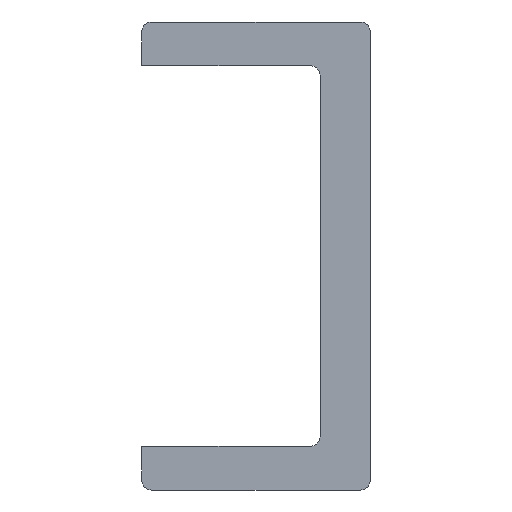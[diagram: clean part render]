
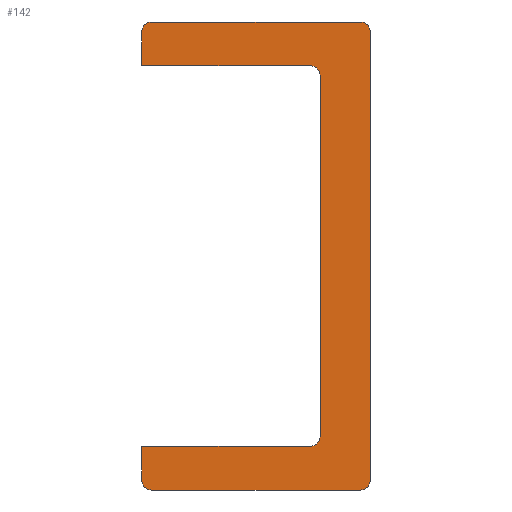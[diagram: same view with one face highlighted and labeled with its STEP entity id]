
A CAD part, front view. The second image highlights one B-rep face of the part: STEP entity #142.
In plain terms, the highlighted planar face has unit normal (0, -1, 0).
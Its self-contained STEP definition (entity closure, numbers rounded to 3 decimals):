
#142 = ADVANCED_FACE( '', ( #318 ), #319, .F. );
#318 = FACE_OUTER_BOUND( '', #485, .T. );
#319 = PLANE( '', #486 );
#485 = EDGE_LOOP( '', ( #779, #780, #781, #782, #783, #784, #785, #786, #787, #788, #789, #790, #791, #792 ) );
#486 = AXIS2_PLACEMENT_3D( '', #793, #794, #795 );
#779 = ORIENTED_EDGE( '', *, *, #847, .F. );
#780 = ORIENTED_EDGE( '', *, *, #805, .T. );
#781 = ORIENTED_EDGE( '', *, *, #894, .F. );
#782 = ORIENTED_EDGE( '', *, *, #867, .T. );
#783 = ORIENTED_EDGE( '', *, *, #827, .F. );
#784 = ORIENTED_EDGE( '', *, *, #897, .F. );
#785 = ORIENTED_EDGE( '', *, *, #876, .F. );
#786 = ORIENTED_EDGE( '', *, *, #887, .F. );
#787 = ORIENTED_EDGE( '', *, *, #862, .F. );
#788 = ORIENTED_EDGE( '', *, *, #816, .F. );
#789 = ORIENTED_EDGE( '', *, *, #834, .F. );
#790 = ORIENTED_EDGE( '', *, *, #838, .T. );
#791 = ORIENTED_EDGE( '', *, *, #892, .F. );
#792 = ORIENTED_EDGE( '', *, *, #813, .T. );
#793 = CARTESIAN_POINT( '', ( -10.5, 0., 21.5 ) );
#794 = DIRECTION( '', ( 0., 1., 0. ) );
#795 = DIRECTION( '', ( 0., 0., 1. ) );
#805 = EDGE_CURVE( '', #926, #924, #927, .F. );
#813 = EDGE_CURVE( '', #940, #938, #941, .F. );
#816 = EDGE_CURVE( '', #944, #945, #946, .T. );
#827 = EDGE_CURVE( '', #963, #964, #965, .T. );
#834 = EDGE_CURVE( '', #974, #944, #976, .T. );
#838 = EDGE_CURVE( '', #974, #980, #982, .F. );
#847 = EDGE_CURVE( '', #926, #938, #997, .T. );
#862 = EDGE_CURVE( '', #945, #1019, #1020, .T. );
#867 = EDGE_CURVE( '', #1027, #964, #1028, .F. );
#876 = EDGE_CURVE( '', #1040, #1041, #1042, .T. );
#887 = EDGE_CURVE( '', #1019, #1040, #1059, .T. );
#892 = EDGE_CURVE( '', #940, #980, #1064, .T. );
#894 = EDGE_CURVE( '', #1027, #924, #1066, .T. );
#897 = EDGE_CURVE( '', #1041, #963, #1069, .T. );
#924 = VERTEX_POINT( '', #1098 );
#926 = VERTEX_POINT( '', #1101 );
#927 = CIRCLE( '', #1102, 0.9 );
#938 = VERTEX_POINT( '', #1114 );
#940 = VERTEX_POINT( '', #1117 );
#941 = CIRCLE( '', #1118, 0.9 );
#944 = VERTEX_POINT( '', #1122 );
#945 = VERTEX_POINT( '', #1123 );
#946 = LINE( '', #1124, #1125 );
#963 = VERTEX_POINT( '', #1145 );
#964 = VERTEX_POINT( '', #1146 );
#965 = LINE( '', #1147, #1148 );
#974 = VERTEX_POINT( '', #1161 );
#976 = LINE( '', #1164, #1165 );
#980 = VERTEX_POINT( '', #1169 );
#982 = CIRCLE( '', #1172, 0.9 );
#997 = LINE( '', #1188, #1189 );
#1019 = VERTEX_POINT( '', #1211 );
#1020 = CIRCLE( '', #1212, 1. );
#1027 = VERTEX_POINT( '', #1220 );
#1028 = CIRCLE( '', #1221, 0.9 );
#1040 = VERTEX_POINT( '', #1234 );
#1041 = VERTEX_POINT( '', #1235 );
#1042 = CIRCLE( '', #1236, 1. );
#1059 = LINE( '', #1255, #1256 );
#1064 = LINE( '', #1263, #1264 );
#1066 = LINE( '', #1266, #1267 );
#1069 = LINE( '', #1271, #1272 );
#1098 = CARTESIAN_POINT( '', ( 9.6, 0., 21.5 ) );
#1101 = CARTESIAN_POINT( '', ( 10.5, 0., 20.6 ) );
#1102 = AXIS2_PLACEMENT_3D( '', #1304, #1305, #1306 );
#1114 = CARTESIAN_POINT( '', ( 10.5, 0., -20.6 ) );
#1117 = CARTESIAN_POINT( '', ( 9.6, 0., -21.5 ) );
#1118 = AXIS2_PLACEMENT_3D( '', #1318, #1319, #1320 );
#1122 = CARTESIAN_POINT( '', ( -10.5, 0., -17.5 ) );
#1123 = CARTESIAN_POINT( '', ( 4.9, 0., -17.5 ) );
#1124 = CARTESIAN_POINT( '', ( 4.9, 0., -17.5 ) );
#1125 = VECTOR( '', #1322, 1000. );
#1145 = CARTESIAN_POINT( '', ( -10.5, 0., 17.5 ) );
#1146 = CARTESIAN_POINT( '', ( -10.5, 0., 20.6 ) );
#1147 = CARTESIAN_POINT( '', ( -10.5, 0., -21.5 ) );
#1148 = VECTOR( '', #1338, 1000. );
#1161 = CARTESIAN_POINT( '', ( -10.5, 0., -20.6 ) );
#1164 = CARTESIAN_POINT( '', ( -10.5, 0., -21.5 ) );
#1165 = VECTOR( '', #1344, 1000. );
#1169 = CARTESIAN_POINT( '', ( -9.6, 0., -21.5 ) );
#1172 = AXIS2_PLACEMENT_3D( '', #1349, #1350, #1351 );
#1188 = CARTESIAN_POINT( '', ( 10.5, 0., 21.5 ) );
#1189 = VECTOR( '', #1371, 1000. );
#1211 = CARTESIAN_POINT( '', ( 5.9, 0., -16.5 ) );
#1212 = AXIS2_PLACEMENT_3D( '', #1393, #1394, #1395 );
#1220 = CARTESIAN_POINT( '', ( -9.6, 0., 21.5 ) );
#1221 = AXIS2_PLACEMENT_3D( '', #1403, #1404, #1405 );
#1234 = CARTESIAN_POINT( '', ( 5.9, 0., 16.5 ) );
#1235 = CARTESIAN_POINT( '', ( 4.9, 0., 17.5 ) );
#1236 = AXIS2_PLACEMENT_3D( '', #1416, #1417, #1418 );
#1255 = CARTESIAN_POINT( '', ( 5.9, 0., 16.5 ) );
#1256 = VECTOR( '', #1436, 1000. );
#1263 = CARTESIAN_POINT( '', ( 10.5, 0., -21.5 ) );
#1264 = VECTOR( '', #1439, 1000. );
#1266 = CARTESIAN_POINT( '', ( -10.5, 0., 21.5 ) );
#1267 = VECTOR( '', #1440, 1000. );
#1271 = CARTESIAN_POINT( '', ( 4.9, 0., 17.5 ) );
#1272 = VECTOR( '', #1442, 1000. );
#1304 = CARTESIAN_POINT( '', ( 9.6, 0., 20.6 ) );
#1305 = DIRECTION( '', ( 0., 1., 0. ) );
#1306 = DIRECTION( '', ( 0., 0., 1. ) );
#1318 = CARTESIAN_POINT( '', ( 9.6, 0., -20.6 ) );
#1319 = DIRECTION( '', ( 0., 1., 0. ) );
#1320 = DIRECTION( '', ( 0., 0., 1. ) );
#1322 = DIRECTION( '', ( 1., 0., 0. ) );
#1338 = DIRECTION( '', ( 0., 0., 1. ) );
#1344 = DIRECTION( '', ( 0., 0., 1. ) );
#1349 = CARTESIAN_POINT( '', ( -9.6, 0., -20.6 ) );
#1350 = DIRECTION( '', ( 0., 1., 0. ) );
#1351 = DIRECTION( '', ( 0., 0., 1. ) );
#1371 = DIRECTION( '', ( 0., 0., -1. ) );
#1393 = CARTESIAN_POINT( '', ( 4.9, 0., -16.5 ) );
#1394 = DIRECTION( '', ( 0., -1., 0. ) );
#1395 = DIRECTION( '', ( -1., 0., 0. ) );
#1403 = CARTESIAN_POINT( '', ( -9.6, 0., 20.6 ) );
#1404 = DIRECTION( '', ( 0., 1., 0. ) );
#1405 = DIRECTION( '', ( 0., 0., 1. ) );
#1416 = CARTESIAN_POINT( '', ( 4.9, 0., 16.5 ) );
#1417 = DIRECTION( '', ( 0., -1., 0. ) );
#1418 = DIRECTION( '', ( -1., 0., 0. ) );
#1436 = DIRECTION( '', ( 0., 0., 1. ) );
#1439 = DIRECTION( '', ( -1., 0., 0. ) );
#1440 = DIRECTION( '', ( 1., 0., 0. ) );
#1442 = DIRECTION( '', ( -1., 0., 0. ) );
